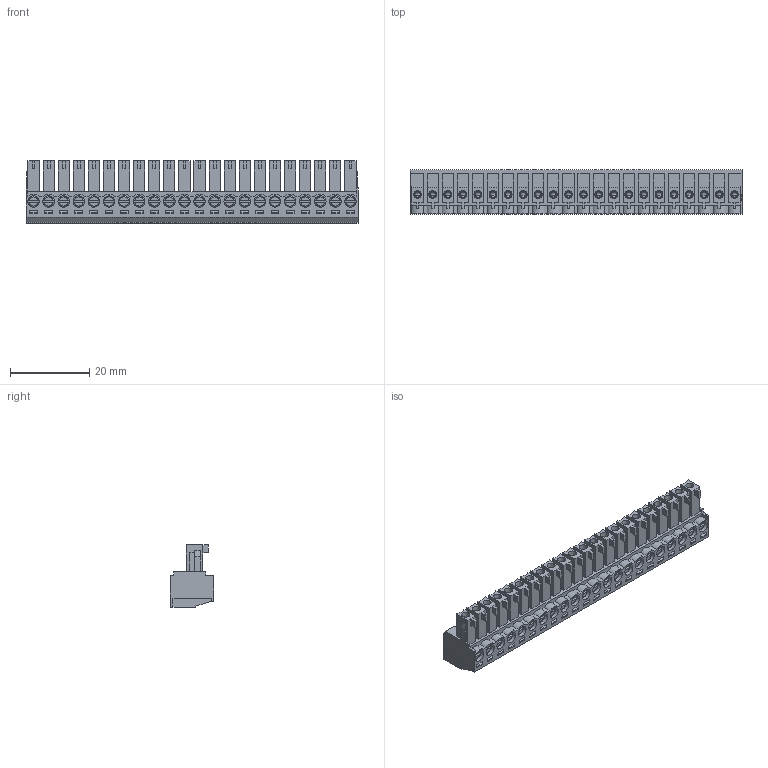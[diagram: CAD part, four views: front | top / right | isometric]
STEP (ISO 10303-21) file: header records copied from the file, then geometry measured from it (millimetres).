
FILE_DESCRIPTION( ( 'Unknown' ), '1' );
FILE_NAME( '691361300022.stp', 'Unknown', ( 'Unknown' ), ( 'Unknown' ), 'PSStep 14.0', 'Unknown', ' ' );
FILE_SCHEMA( ( 'AUTOMOTIVE_DESIGN { 1 0 10303 214 1 1 1 1 }' ) );
Length unit declared in the file: millimetre
Products named in the file (6): Assem1; 6913613000xx_PIN; 6913613000xx_VISSE; 6913613000xx_CAGE; 691361300022; 691361300022_CAPOT
Assembly tree (68 placements, depth 2):
  Assem1
    6913613000xx_PIN  x22
    6913613000xx_VISSE  x22
    6913613000xx_CAGE  x22
    691361300022
    691361300022_CAPOT
Bounding box: 83.82 x 11.1 x 15.8 mm (x, y, z)
Volume: 6110.3 mm3; surface area: 19623.6 mm2
Topology: 68 solids, 68 shells, 3268 faces, 8665 edges, 5663 vertices
Faces by surface type: plane 2542, cylinder 616, torus 66, cone 44
Full cylindrical faces by diameter (mm): 1.35 x22, 1.9 x44, 2 x22, 2.9 x44
Entity records: 64396 total; most frequent: CARTESIAN_POINT 8998, ORIENTED_EDGE 8656, DIRECTION 8076, EDGE_CURVE 4328, LINE 4004, VECTOR 4004, VERTEX_POINT 2910, EDGE_LOOP 2098
